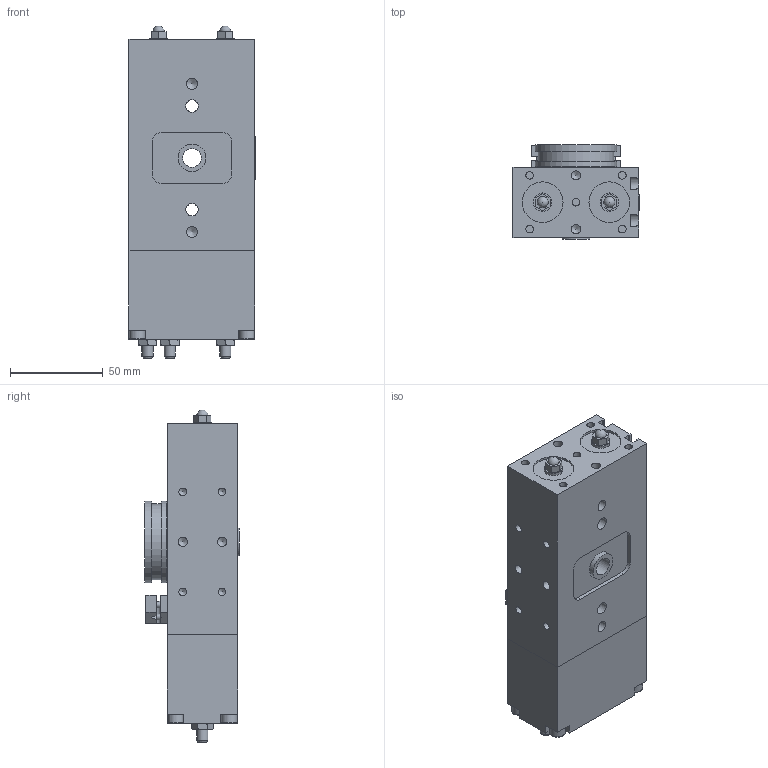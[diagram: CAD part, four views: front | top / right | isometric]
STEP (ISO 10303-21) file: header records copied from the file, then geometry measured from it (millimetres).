
FILE_DESCRIPTION(/* description */ (''),/* implementation_level */ '2;1');
FILE_NAME(/* name */ 'PAO 20-D-F5-N-V3-RO.stp',/* time_stamp */ '2021-09-15T15:59:18+02:00',/* author */ ('Emilio'),/* organization */ (''),/* preprocessor_version */ 'ST-DEVELOPER v17.2',/* originating_system */ 'Autodesk Inventor 2019',/* authorisation */ '');
FILE_SCHEMA (('AP203_CONFIGURATION_CONTROLLED_3D_DESIGN_OF_MECHANICAL_PARTS_AND_ASSEMBLIES_MIM_LF { 1 0 10303 203 3 1 4 }','AUTOMOTIVE_DESIGN { 1 0 10303 214 3 1 1 }'));
Length unit declared in the file: millimetre
Products named in the file (12): PAO 20-D-F5-N-V3-RA; PAO-20-CORPO; PAO-20-TESTATA VERS.D; PAO-20-ALBERO; AS 1421 - M6 x 30 punta piana; ISO 4035 - M6BS EN; TARGHETTA 22X52; PAO-20-STAFFETTA SENSORI; ISO 10642 - M3 x  16; ISO 10642 - M3 x  10; PAO-15-SILENZIATORE; ISO 4762 - M5 x 50ISO
Assembly tree (21 placements, depth 2):
  PAO 20-D-F5-N-V3-RA
    PAO-20-CORPO
    PAO-20-TESTATA VERS.D
    PAO-20-ALBERO
    ISO 4762 - M5 x 50ISO  x5
    AS 1421 - M6 x 30 punta piana  x3
    ISO 4035 - M6BS EN  x3
    TARGHETTA 22X52
    PAO-20-STAFFETTA SENSORI
    ISO 10642 - M3 x  16  x2
    ISO 10642 - M3 x  10
    PAO-15-SILENZIATORE  x2
Bounding box: 68.01 x 50.76 x 179.2 mm (x, y, z)
Volume: 402878.8 mm3; surface area: 84815.3 mm2
Topology: 21 solids, 21 shells, 721 faces, 1967 edges, 1336 vertices
Faces by surface type: plane 389, cylinder 120, cone 101, bspline 99, torus 10, sphere 2
Full cylindrical faces by diameter (mm): 2.459 x3, 2.816 x1, 3 x3, 3.5 x5, 4.134 x21, 4.917 x6, 5 x13, 5.5 x5, 5.54 x3, 6 x5, 6.7 x2, 8.5 x5, 9 x1, 10 x3, 10.5 x2, 15 x2, 21.5 x1, 22 x4, 25 x1, 27 x2, 37 x1, 40 x1, 41 x1, 44 x2
Entity records: 19226 total; most frequent: CARTESIAN_POINT 4409, ORIENTED_EDGE 3102, DIRECTION 2681, EDGE_CURVE 1551, VERTEX_POINT 1082, LINE 925, VECTOR 925, AXIS2_PLACEMENT_3D 878
